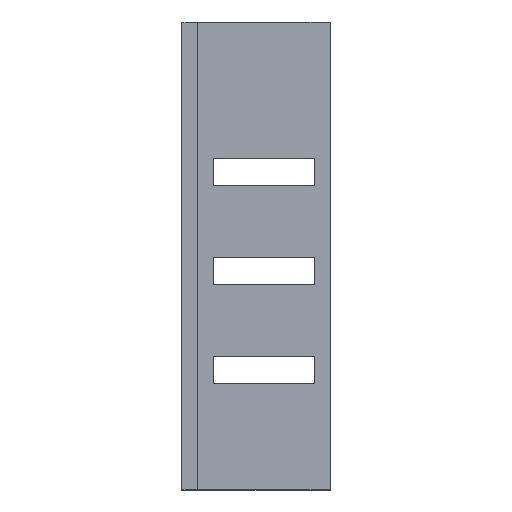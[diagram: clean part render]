
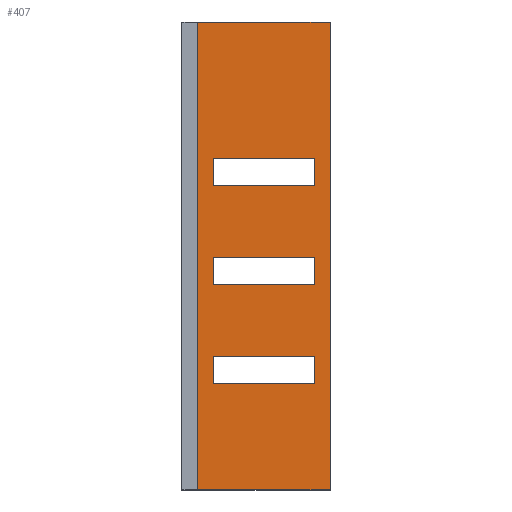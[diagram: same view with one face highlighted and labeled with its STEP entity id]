
A CAD part, top view. The second image highlights one B-rep face of the part: STEP entity #407.
In plain terms, the highlighted planar face has unit normal (0, 0, 1).
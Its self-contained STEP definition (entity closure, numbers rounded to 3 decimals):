
#15=FACE_BOUND('',#56,.T.);
#16=FACE_BOUND('',#57,.T.);
#17=FACE_BOUND('',#58,.T.);
#35=FACE_OUTER_BOUND('',#55,.T.);
#55=EDGE_LOOP('',(#321,#322,#323,#324));
#56=EDGE_LOOP('',(#325,#326,#327,#328));
#57=EDGE_LOOP('',(#329,#330,#331,#332));
#58=EDGE_LOOP('',(#333,#334,#335,#336));
#69=LINE('',#551,#123);
#72=LINE('',#557,#126);
#75=LINE('',#563,#129);
#78=LINE('',#567,#132);
#81=LINE('',#575,#135);
#84=LINE('',#581,#138);
#87=LINE('',#587,#141);
#90=LINE('',#591,#144);
#93=LINE('',#599,#147);
#96=LINE('',#605,#150);
#99=LINE('',#611,#153);
#102=LINE('',#615,#156);
#108=LINE('',#629,#162);
#110=LINE('',#633,#164);
#111=LINE('',#635,#165);
#112=LINE('',#636,#166);
#123=VECTOR('',#453,10.);
#126=VECTOR('',#458,10.);
#129=VECTOR('',#463,10.);
#132=VECTOR('',#468,10.);
#135=VECTOR('',#473,10.);
#138=VECTOR('',#478,10.);
#141=VECTOR('',#483,10.);
#144=VECTOR('',#488,10.);
#147=VECTOR('',#493,10.);
#150=VECTOR('',#498,10.);
#153=VECTOR('',#503,10.);
#156=VECTOR('',#508,10.);
#162=VECTOR('',#518,10.);
#164=VECTOR('',#522,10.);
#165=VECTOR('',#523,10.);
#166=VECTOR('',#524,10.);
#177=VERTEX_POINT('',#548);
#178=VERTEX_POINT('',#550);
#180=VERTEX_POINT('',#556);
#182=VERTEX_POINT('',#562);
#185=VERTEX_POINT('',#572);
#186=VERTEX_POINT('',#574);
#188=VERTEX_POINT('',#580);
#190=VERTEX_POINT('',#586);
#193=VERTEX_POINT('',#596);
#194=VERTEX_POINT('',#598);
#196=VERTEX_POINT('',#604);
#198=VERTEX_POINT('',#610);
#203=VERTEX_POINT('',#626);
#204=VERTEX_POINT('',#628);
#205=VERTEX_POINT('',#632);
#206=VERTEX_POINT('',#634);
#213=EDGE_CURVE('',#178,#177,#69,.T.);
#216=EDGE_CURVE('',#180,#178,#72,.T.);
#219=EDGE_CURVE('',#182,#180,#75,.T.);
#222=EDGE_CURVE('',#177,#182,#78,.T.);
#225=EDGE_CURVE('',#186,#185,#81,.T.);
#228=EDGE_CURVE('',#188,#186,#84,.T.);
#231=EDGE_CURVE('',#190,#188,#87,.T.);
#234=EDGE_CURVE('',#185,#190,#90,.T.);
#237=EDGE_CURVE('',#194,#193,#93,.T.);
#240=EDGE_CURVE('',#196,#194,#96,.T.);
#243=EDGE_CURVE('',#198,#196,#99,.T.);
#246=EDGE_CURVE('',#193,#198,#102,.T.);
#252=EDGE_CURVE('',#204,#203,#108,.T.);
#254=EDGE_CURVE('',#203,#205,#110,.T.);
#255=EDGE_CURVE('',#205,#206,#111,.T.);
#256=EDGE_CURVE('',#206,#204,#112,.T.);
#321=ORIENTED_EDGE('',*,*,#252,.T.);
#322=ORIENTED_EDGE('',*,*,#254,.T.);
#323=ORIENTED_EDGE('',*,*,#255,.T.);
#324=ORIENTED_EDGE('',*,*,#256,.T.);
#325=ORIENTED_EDGE('',*,*,#219,.T.);
#326=ORIENTED_EDGE('',*,*,#216,.T.);
#327=ORIENTED_EDGE('',*,*,#213,.T.);
#328=ORIENTED_EDGE('',*,*,#222,.T.);
#329=ORIENTED_EDGE('',*,*,#231,.T.);
#330=ORIENTED_EDGE('',*,*,#228,.T.);
#331=ORIENTED_EDGE('',*,*,#225,.T.);
#332=ORIENTED_EDGE('',*,*,#234,.T.);
#333=ORIENTED_EDGE('',*,*,#243,.T.);
#334=ORIENTED_EDGE('',*,*,#240,.T.);
#335=ORIENTED_EDGE('',*,*,#237,.T.);
#336=ORIENTED_EDGE('',*,*,#246,.T.);
#387=PLANE('',#441);
#407=ADVANCED_FACE('',(#35,#15,#16,#17),#387,.T.);
#441=AXIS2_PLACEMENT_3D('',#631,#520,#521);
#453=DIRECTION('',(0.,-1.,0.));
#458=DIRECTION('',(1.,0.,0.));
#463=DIRECTION('',(0.,1.,0.));
#468=DIRECTION('',(-1.,0.,0.));
#473=DIRECTION('',(0.,-1.,0.));
#478=DIRECTION('',(1.,0.,0.));
#483=DIRECTION('',(0.,1.,0.));
#488=DIRECTION('',(-1.,0.,0.));
#493=DIRECTION('',(0.,-1.,0.));
#498=DIRECTION('',(1.,0.,0.));
#503=DIRECTION('',(0.,1.,0.));
#508=DIRECTION('',(-1.,0.,0.));
#518=DIRECTION('',(0.,-1.,0.));
#520=DIRECTION('center_axis',(0.,0.,1.));
#521=DIRECTION('ref_axis',(0.,1.,0.));
#522=DIRECTION('',(1.,0.,0.));
#523=DIRECTION('',(0.,1.,0.));
#524=DIRECTION('',(-1.,0.,0.));
#548=CARTESIAN_POINT('',(34.,77.984,4.));
#550=CARTESIAN_POINT('',(34.,84.984,4.));
#551=CARTESIAN_POINT('',(34.,70.742,4.));
#556=CARTESIAN_POINT('',(8.,84.984,4.));
#557=CARTESIAN_POINT('',(20.,84.984,4.));
#562=CARTESIAN_POINT('',(8.,77.984,4.));
#563=CARTESIAN_POINT('',(8.,70.742,4.));
#567=CARTESIAN_POINT('',(20.,77.984,4.));
#572=CARTESIAN_POINT('',(34.,52.584,4.));
#574=CARTESIAN_POINT('',(34.,59.584,4.));
#575=CARTESIAN_POINT('',(34.,58.042,4.));
#580=CARTESIAN_POINT('',(8.,59.584,4.));
#581=CARTESIAN_POINT('',(20.,59.584,4.));
#586=CARTESIAN_POINT('',(8.,52.584,4.));
#587=CARTESIAN_POINT('',(8.,58.042,4.));
#591=CARTESIAN_POINT('',(20.,52.584,4.));
#596=CARTESIAN_POINT('',(34.,27.184,4.));
#598=CARTESIAN_POINT('',(34.,34.184,4.));
#599=CARTESIAN_POINT('',(34.,45.342,4.));
#604=CARTESIAN_POINT('',(8.,34.184,4.));
#605=CARTESIAN_POINT('',(20.,34.184,4.));
#610=CARTESIAN_POINT('',(8.,27.184,4.));
#611=CARTESIAN_POINT('',(8.,45.342,4.));
#615=CARTESIAN_POINT('',(20.,27.184,4.));
#626=CARTESIAN_POINT('',(4.,0.,4.));
#628=CARTESIAN_POINT('',(4.,120.,4.));
#629=CARTESIAN_POINT('',(4.,60.,4.));
#631=CARTESIAN_POINT('Origin',(19.,60.,4.));
#632=CARTESIAN_POINT('',(38.,0.,4.));
#633=CARTESIAN_POINT('',(19.,0.,4.));
#634=CARTESIAN_POINT('',(38.,120.,4.));
#635=CARTESIAN_POINT('',(38.,60.,4.));
#636=CARTESIAN_POINT('',(19.,120.,4.));
